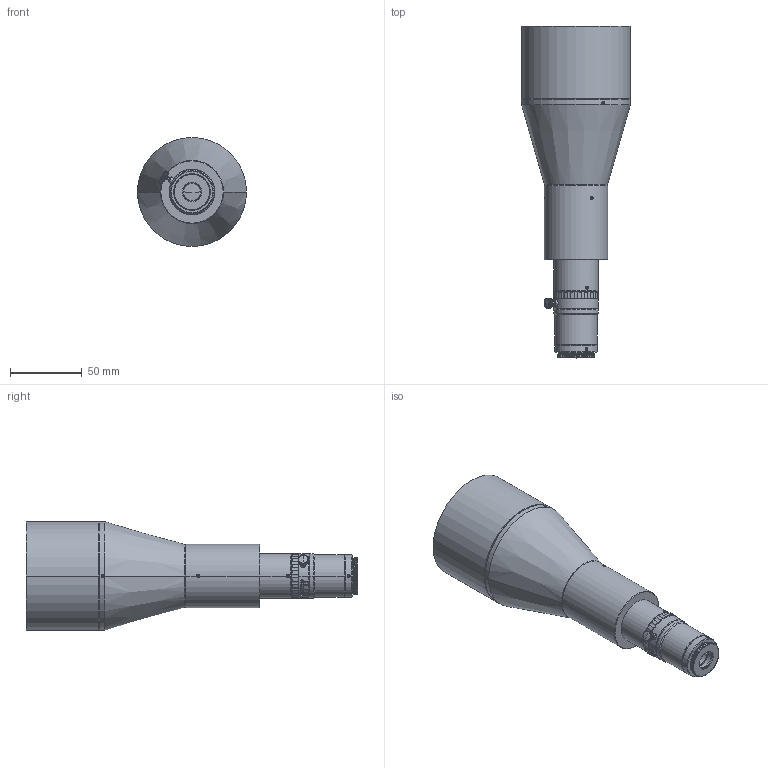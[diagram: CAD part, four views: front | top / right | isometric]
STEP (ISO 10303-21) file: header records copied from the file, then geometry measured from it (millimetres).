
FILE_DESCRIPTION(('FreeCAD Model'),'2;1');
FILE_NAME('Open CASCADE Shape Model','2025-01-22T14:15:43',(''),(''), 'Open CASCADE STEP processor 7.8','FreeCAD','Unknown');
FILE_SCHEMA(('AUTOMOTIVE_DESIGN { 1 0 10303 214 1 1 1 1 }'));
Length unit declared in the file: millimetre
Products named in the file (35): VA-LCM-TC-0-0.188X-WD167-015; 501_AF0_ASM; 501_AF1; 301_AF0; 511; 502_AF0; 503_AF0; 504_AF0_ASM; 504_AF1; 506_AF0_ASM; 506_AF1; 308_AF0; 516; IRIS_AF0_ASM; 543_AF0; 507_AF0; 505; JD20402001_AF0; JD20402001_AF1; JD20402001_AF2; JD20202001_AF002; JD20202001_AF0; JD20202001_AF001; JD20202001_AF004; JD20202001_AF1; JD20202001_AF003; JD20202001_AF006; JD20202001_AF2; JD20202001_AF005; JD20202001_AF3; JD20202001_AF4; JD20202001_AF5; JD20402001; 533_AF0; 532_AF0
Assembly tree (36 placements, depth 4):
  VA-LCM-TC-0-0.188X-WD167-015
    501_AF0_ASM
      501_AF1
      301_AF0
      511
    502_AF0
    503_AF0
    504_AF0_ASM
      504_AF1
      506_AF0_ASM
        506_AF1
        308_AF0
        516
      IRIS_AF0_ASM
        543_AF0
      507_AF0
    505
    JD20402001_AF0
    JD20402001_AF1
    JD20402001_AF2
    JD20202001_AF002
      JD20202001_AF0
      JD20202001_AF001
    JD20202001_AF004
      JD20202001_AF1
      JD20202001_AF003
    JD20202001_AF006
      JD20202001_AF2
      JD20202001_AF005
    JD20202001_AF3
    JD20202001_AF4
    JD20202001_AF5
    JD20402001  x3
    533_AF0
    532_AF0
Bounding box: 76 x 231.26 x 76 mm (x, y, z)
Volume: 90227.6 mm3; surface area: 94357 mm2
Topology: 29 solids, 29 shells, 1372 faces, 3600 edges, 2319 vertices
Faces by surface type: bspline 463, plane 369, cylinder 349, cone 181, sphere 6, torus 4
Entity records: 74923 total; most frequent: CARTESIAN_POINT 43973, ORIENTED_EDGE 7076, DIRECTION 4853, EDGE_CURVE 3538, VERTEX_POINT 2283, AXIS2_PLACEMENT_3D 1775, FACE_BOUND 1433, EDGE_LOOP 1433
